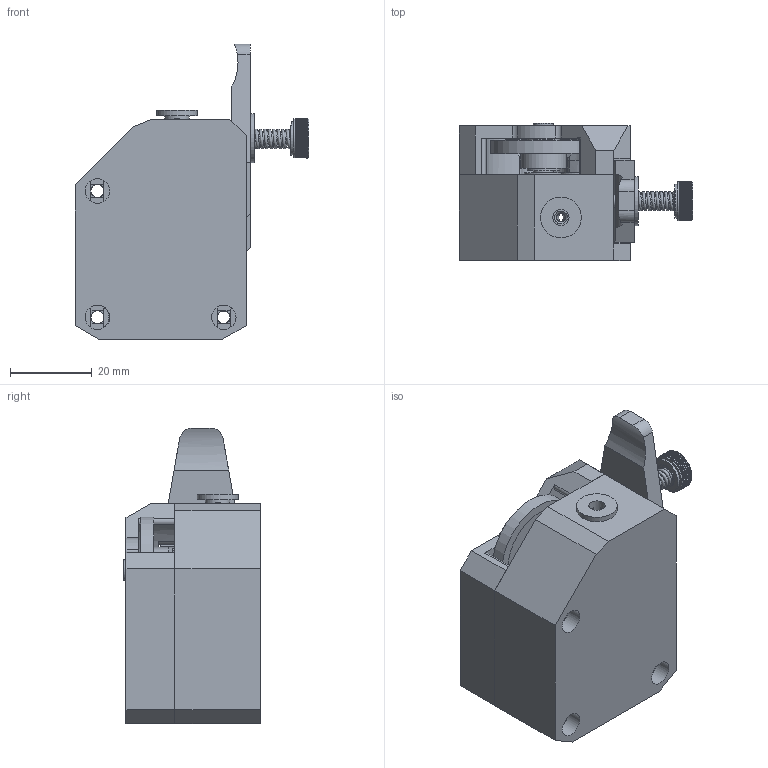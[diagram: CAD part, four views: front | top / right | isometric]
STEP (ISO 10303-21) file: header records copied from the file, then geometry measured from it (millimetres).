
FILE_DESCRIPTION(('STEP AP242'), '1');
FILE_NAME('BeMeGe v2.32 R', '', ('UNSPECIFIED'), ('UNSPECIFIED'), 'C3D Converter', 'C3D Toolkit', '');
FILE_SCHEMA(('AP242_MANAGED_MODEL_BASED_3D_ENGINEERING_MIM_LF { 1 0 10303 442 1 1 4 }'));
Length unit declared in the file: millimetre
Products named in the file (14): BeMeGe v2 R; BeMeGe-01; Component3; BeMeGe-03; Lever; BeMeGe-02; BMG motor gear; 7804K104_Stainless Steel Ball Bearing; BNG small gear; Trianglelab_fitting; fitting; 96016A062_NO THREADS_Plastic-Head Thumb Screws; 94768A101; Bed sprint ID 5.3 L9
Assembly tree (15 placements, depth 3):
  BeMeGe v2 R
    BeMeGe-01
      Component3
    BeMeGe-03
      Lever
    BeMeGe-02
    BMG motor gear
    7804K104_Stainless Steel Ball Bearing  x2
    BNG small gear  x2
    Trianglelab_fitting
      fitting
    96016A062_NO THREADS_Plastic-Head Thumb Screws
    94768A101
    Bed sprint ID 5.3 L9
Bounding box: 57.4 x 33.6 x 72.5 mm (x, y, z)
Volume: 56981.1 mm3; surface area: 27035.4 mm2
Topology: 43 solids, 43 shells, 725 faces, 1960 edges, 1290 vertices
Faces by surface type: plane 451, cylinder 191, cone 41, sphere 24, torus 10, bspline 8
Full cylindrical faces by diameter (mm): 3 x3, 3.05 x2, 3.2 x7, 3.25 x1, 3.5 x1, 4 x1, 5 x6, 5.5 x1, 5.55 x1, 5.75 x1, 6 x6, 6.016 x8, 6.2 x1, 6.984 x8, 8 x10, 8.3 x2, 8.462 x1, 8.6 x1, 9.4 x2, 9.6 x1, 10 x1, 11.25 x1, 12 x2, 21.5 x2, 22.2 x1, 26 x1
Entity records: 31144 total; most frequent: CARTESIAN_POINT 7732, DIRECTION 3698, ORIENTED_EDGE 3418, EDGE_CURVE 1709, AXIS2_PLACEMENT_3D 1389, VERTEX_POINT 1171, LINE 920, VECTOR 920
